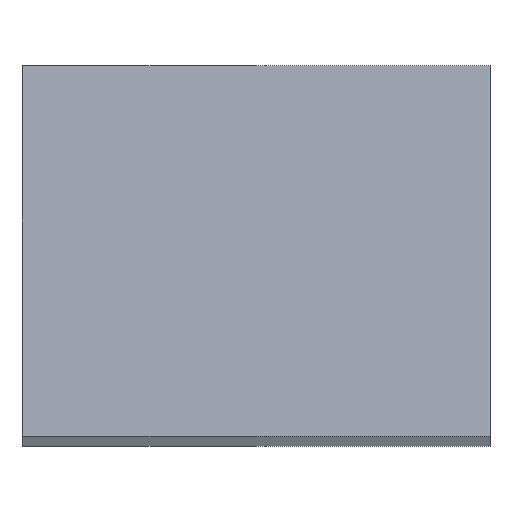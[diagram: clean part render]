
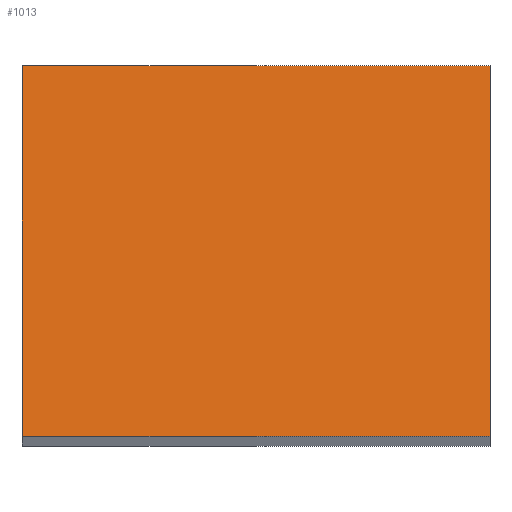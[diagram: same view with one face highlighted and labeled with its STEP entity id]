
A CAD part, top view. The second image highlights one B-rep face of the part: STEP entity #1013.
In plain terms, the highlighted planar face has unit normal (0, 0.139, 0.99).
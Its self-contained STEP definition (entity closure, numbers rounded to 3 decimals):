
#30 = VERTEX_POINT ( 'NONE', #536 ) ;
#34 = FACE_OUTER_BOUND ( 'NONE', #924, .T. ) ;
#53 = LINE ( 'NONE', #653, #979 ) ;
#74 = ORIENTED_EDGE ( 'NONE', *, *, #135, .F. ) ;
#83 = EDGE_CURVE ( 'NONE', #678, #30, #53, .T. ) ;
#105 = VECTOR ( 'NONE', #687, 1000. ) ;
#135 = EDGE_CURVE ( 'NONE', #617, #206, #482, .T. ) ;
#206 = VERTEX_POINT ( 'NONE', #385 ) ;
#313 = EDGE_CURVE ( 'NONE', #678, #617, #1163, .T. ) ;
#339 = VECTOR ( 'NONE', #567, 1000. ) ;
#343 = LINE ( 'NONE', #1135, #339 ) ;
#385 = CARTESIAN_POINT ( 'NONE',  ( 10.01, -5.577, 3.429 ) ) ;
#399 = CARTESIAN_POINT ( 'NONE',  ( -9.99, 10.267, 1.202 ) ) ;
#466 = CARTESIAN_POINT ( 'NONE',  ( 10.01, 10.267, 1.202 ) ) ;
#482 = LINE ( 'NONE', #466, #633 ) ;
#493 = DIRECTION ( 'NONE',  ( 0., -0.99, 0.139 ) ) ;
#536 = CARTESIAN_POINT ( 'NONE',  ( -9.99, -5.577, 3.429 ) ) ;
#548 = DIRECTION ( 'NONE',  ( 0., -0.99, 0.139 ) ) ;
#567 = DIRECTION ( 'NONE',  ( 1., 0., 0. ) ) ;
#604 = CARTESIAN_POINT ( 'NONE',  ( -9.99, 10.267, 1.202 ) ) ;
#617 = VERTEX_POINT ( 'NONE', #706 ) ;
#622 = ORIENTED_EDGE ( 'NONE', *, *, #83, .T. ) ;
#633 = VECTOR ( 'NONE', #548, 1000. ) ;
#653 = CARTESIAN_POINT ( 'NONE',  ( -9.99, 10.267, 1.202 ) ) ;
#678 = VERTEX_POINT ( 'NONE', #604 ) ;
#687 = DIRECTION ( 'NONE',  ( 1., 0., 0. ) ) ;
#706 = CARTESIAN_POINT ( 'NONE',  ( 10.01, 10.267, 1.202 ) ) ;
#769 = PLANE ( 'NONE',  #773 ) ;
#770 = CARTESIAN_POINT ( 'NONE',  ( -9.99, 10.267, 1.202 ) ) ;
#773 = AXIS2_PLACEMENT_3D ( 'NONE', #399, #1027, #493 ) ;
#813 = ORIENTED_EDGE ( 'NONE', *, *, #313, .F. ) ;
#924 = EDGE_LOOP ( 'NONE', ( #996, #74, #813, #622 ) ) ;
#979 = VECTOR ( 'NONE', #1102, 1000. ) ;
#996 = ORIENTED_EDGE ( 'NONE', *, *, #1111, .T. ) ;
#1013 = ADVANCED_FACE ( 'NONE', ( #34 ), #769, .T. ) ;
#1027 = DIRECTION ( 'NONE',  ( 0., 0.139, 0.99 ) ) ;
#1102 = DIRECTION ( 'NONE',  ( 0., -0.99, 0.139 ) ) ;
#1111 = EDGE_CURVE ( 'NONE', #30, #206, #343, .T. ) ;
#1135 = CARTESIAN_POINT ( 'NONE',  ( -9.99, -5.577, 3.429 ) ) ;
#1163 = LINE ( 'NONE', #770, #105 ) ;
